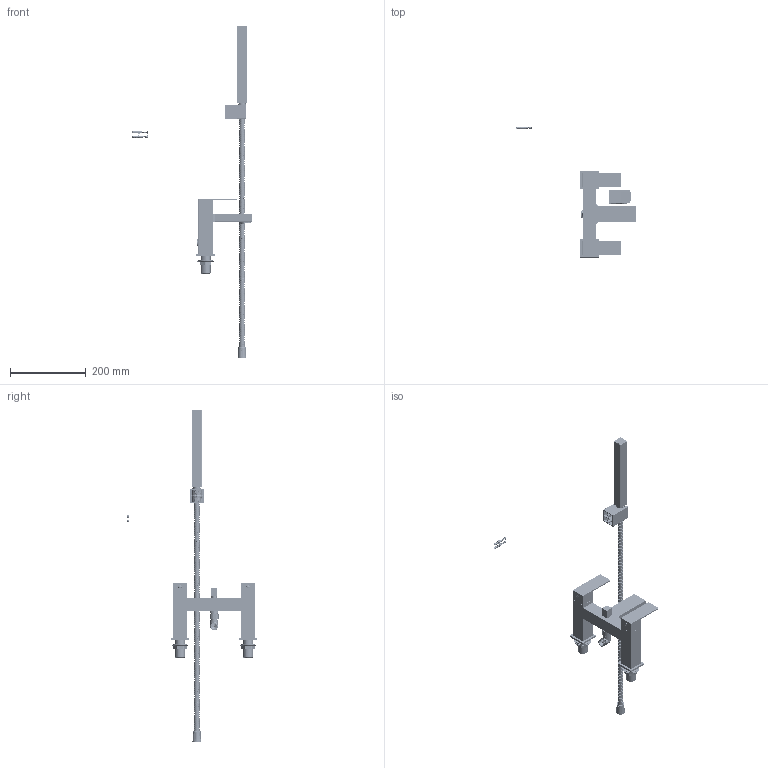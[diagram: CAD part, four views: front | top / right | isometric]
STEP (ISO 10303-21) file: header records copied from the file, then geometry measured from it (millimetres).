
FILE_DESCRIPTION(/* description */ (''),/* implementation_level */ '2;1');
FILE_NAME(/* name */ 'A031 21 00 00(T8531带提拉浴缸装配).stp',/* time_stamp */ '2021-04-22T15:55:04+08:00',/* author */ (''),/* organization */ (''),/* preprocessor_version */ 'ST-DEVELOPER v16.7',/* originating_system */ 'SIEMENS PLM Software NX 12.0',/* authorisation */ '');
FILE_SCHEMA (('AUTOMOTIVE_DESIGN { 1 0 10303 214 3 1 1 1 }'));
Products named in the file (1): GT31046009xvyn
Bounding box: 318.6 x 345.66 x 876.96 mm (x, y, z)
Volume: 700560.1 mm3; surface area: 392876.9 mm2
Topology: 110 solids, 112 shells, 3931 faces, 10076 edges, 6329 vertices
Faces by surface type: plane 1766, cylinder 1426, bspline 235, cone 212, sphere 165, torus 121, extrusion 6
Full cylindrical faces by diameter (mm): 1 x36, 2.5 x4, 2.8 x2, 3 x40, 3.2 x38, 3.3 x4, 3.9 x30, 4 x2, 4.1 x4, 4.2 x2, 4.4 x2, 4.5 x2, 4.7 x2, 4.8 x2, 5 x3, 5.2 x4, 5.8 x1, 6 x2, 6.2 x4, 6.5 x2, 6.8 x2, 7 x3, 7.1 x1, 7.3 x2, 7.5 x2, 8.285 x1, 8.3 x1, 8.4 x1, 8.5 x2, 9.4 x2
Entity records: 165902 total; most frequent: CARTESIAN_POINT 81394, ORIENTED_EDGE 17248, DIRECTION 16285, EDGE_CURVE 8628, AXIS2_PLACEMENT_3D 6267, VERTEX_POINT 5824, EDGE_LOOP 4721, ADVANCED_FACE 3778
